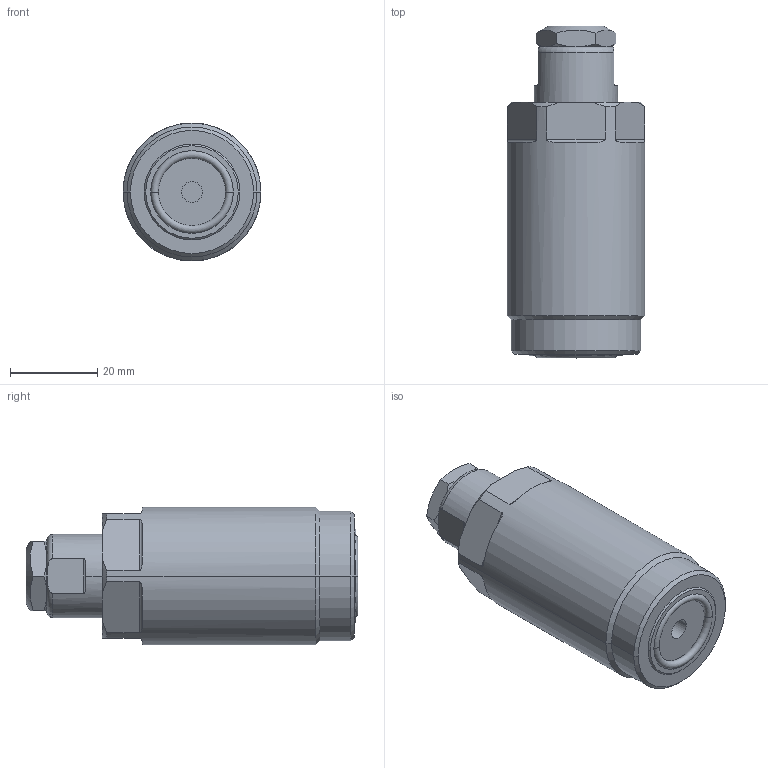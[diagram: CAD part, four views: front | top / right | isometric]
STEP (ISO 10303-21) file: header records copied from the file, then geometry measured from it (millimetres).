
FILE_DESCRIPTION((''),'2;1');
FILE_NAME('ILC10070810','2020-03-09T',('Mjust'),(''),'PRO/ENGINEER BY PARAMETRIC TECHNOLOGY CORPORATION, 2017170','PRO/ENGINEER BY PARAMETRIC TECHNOLOGY CORPORATION, 2017170','');
FILE_SCHEMA(('AUTOMOTIVE_DESIGN { 1 0 10303 214 1 1 1 1 }'));
Length unit declared in the file: inch
Products named in the file (1): ILC10070810
Bounding box: 31.6 x 76.05 x 31.6 mm (x, y, z)
Volume: 47470.9 mm3; surface area: 9090.6 mm2
Topology: 1 solids, 3 shells, 90 faces, 214 edges, 136 vertices
Faces by surface type: plane 34, cylinder 26, cone 24, torus 6
Entity records: 3026 total; most frequent: CARTESIAN_POINT 906, DIRECTION 436, ORIENTED_EDGE 424, EDGE_CURVE 214, AXIS2_PLACEMENT_3D 181, VERTEX_POINT 136, EDGE_LOOP 98, FACE_OUTER_BOUND 90
